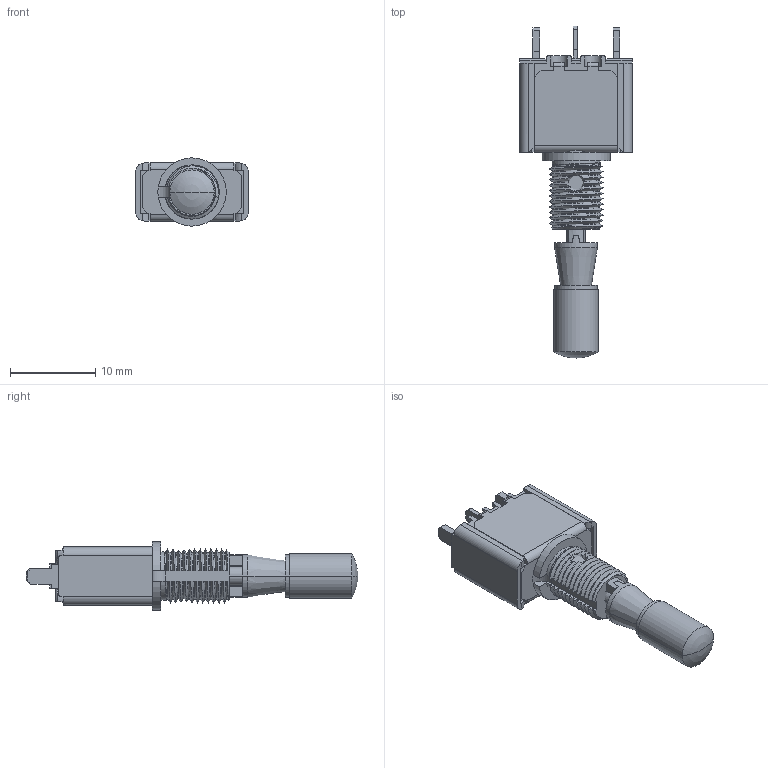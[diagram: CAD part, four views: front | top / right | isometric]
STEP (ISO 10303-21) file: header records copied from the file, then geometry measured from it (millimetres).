
FILE_DESCRIPTION((''),'2;1');
FILE_NAME('5639AD2GK-3V','2015-04-28T',('mdamaggio'),(''),'CREO PARAMETRIC BY PTC INC, 2014440','CREO PARAMETRIC BY PTC INC, 2014440','');
FILE_SCHEMA(('CONFIG_CONTROL_DESIGN'));
Products named in the file (1): 5639AD2GK-3V
Bounding box: 13.2 x 38.9 x 7.99 mm (x, y, z)
Surface area: 1732.3 mm2 (no closed solid volume)
Topology: 0 solids, 16 shells, 292 faces, 884 edges, 601 vertices
Faces by surface type: plane 158, bspline 67, cylinder 53, cone 8, torus 4, sphere 2
Entity records: 47146 total; most frequent: CARTESIAN_POINT 39905, ORIENTED_EDGE 1570, DIRECTION 1228, EDGE_CURVE 882, VERTEX_POINT 601, VECTOR 482, LINE 482, AXIS2_PLACEMENT_3D 373
